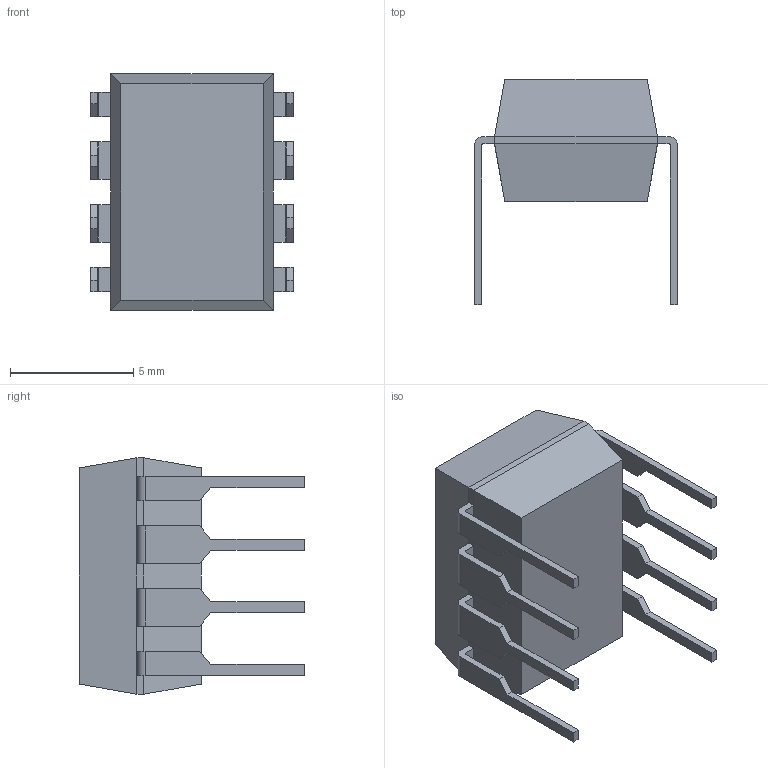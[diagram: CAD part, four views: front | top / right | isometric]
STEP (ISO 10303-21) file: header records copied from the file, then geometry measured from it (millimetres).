
FILE_DESCRIPTION (( 'STEP AP214' ), '1' );
FILE_NAME ('PDIP-8_626-05.STEP', '2025-07-11T15:40:01', ( 'LENOVO' ), ( '' ), 'SwSTEP 2.0', 'SolidWorks 2021', '' );
FILE_SCHEMA (( 'AUTOMOTIVE_DESIGN' ));
Length unit declared in the file: millimetre
Products named in the file (1): PDIP-8_626-05
Bounding box: 8.22 x 9.14 x 9.59 mm (x, y, z)
Volume: 295.8 mm3; surface area: 389.4 mm2
Topology: 10 solids, 10 shells, 128 faces, 313 edges, 206 vertices
Faces by surface type: plane 106, cylinder 22
Entity records: 3832 total; most frequent: CARTESIAN_POINT 654, ORIENTED_EDGE 626, DIRECTION 613, EDGE_CURVE 313, LINE 267, VECTOR 267, VERTEX_POINT 206, AXIS2_PLACEMENT_3D 173
